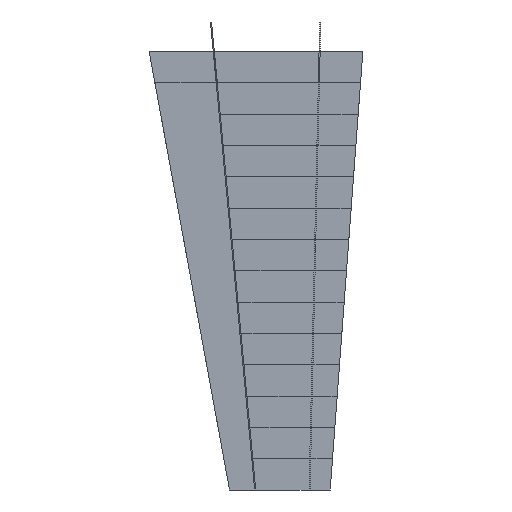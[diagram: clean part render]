
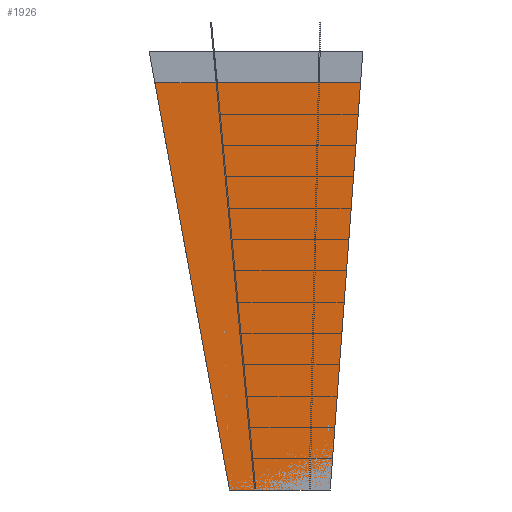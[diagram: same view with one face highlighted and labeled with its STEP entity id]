
A CAD part, front view. The second image highlights one B-rep face of the part: STEP entity #1926.
In plain terms, the highlighted planar face has unit normal (0, -1, -0.022).
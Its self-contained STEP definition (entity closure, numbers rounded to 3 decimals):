
#764=ORIENTED_EDGE('',*,*,#978,.F.);
#765=ORIENTED_EDGE('',*,*,#973,.T.);
#766=ORIENTED_EDGE('',*,*,#979,.T.);
#767=ORIENTED_EDGE('',*,*,#975,.F.);
#768=ORIENTED_EDGE('',*,*,#980,.F.);
#769=ORIENTED_EDGE('',*,*,#961,.F.);
#770=ORIENTED_EDGE('',*,*,#950,.F.);
#771=ORIENTED_EDGE('',*,*,#967,.F.);
#950=EDGE_CURVE('',#1144,#1145,#1390,.T.);
#961=EDGE_CURVE('',#1145,#1154,#1401,.T.);
#967=EDGE_CURVE('',#1158,#1144,#1407,.T.);
#973=EDGE_CURVE('',#1161,#1163,#1413,.T.);
#975=EDGE_CURVE('',#1164,#1166,#1415,.T.);
#978=EDGE_CURVE('',#1161,#1158,#1418,.T.);
#979=EDGE_CURVE('',#1163,#1166,#1419,.T.);
#980=EDGE_CURVE('',#1154,#1164,#1420,.T.);
#1144=VERTEX_POINT('',#3887);
#1145=VERTEX_POINT('',#3888);
#1154=VERTEX_POINT('',#3911);
#1158=VERTEX_POINT('',#3923);
#1161=VERTEX_POINT('',#3930);
#1163=VERTEX_POINT('',#3934);
#1164=VERTEX_POINT('',#3938);
#1166=VERTEX_POINT('',#3941);
#1390=LINE('',#3886,#1646);
#1401=LINE('',#3910,#1657);
#1407=LINE('',#3922,#1663);
#1413=LINE('',#3935,#1669);
#1415=LINE('',#3940,#1671);
#1418=LINE('',#3946,#1674);
#1419=LINE('',#3947,#1675);
#1420=LINE('',#3948,#1676);
#1646=VECTOR('',#3359,1000.);
#1657=VECTOR('',#3376,1000.);
#1663=VECTOR('',#3386,1000.);
#1669=VECTOR('',#3394,1000.);
#1671=VECTOR('',#3398,1000.);
#1674=VECTOR('',#3403,1000.);
#1675=VECTOR('',#3404,1000.);
#1676=VECTOR('',#3405,1000.);
#1749=EDGE_LOOP('',(#764,#765,#766,#767,#768,#769,#770,#771));
#1808=FACE_BOUND('',#1749,.T.);
#1867=PLANE('',#2957);
#1926=ADVANCED_FACE('',(#1808),#1867,.T.);
#2957=AXIS2_PLACEMENT_3D('',#3945,#3401,#3402);
#3359=DIRECTION('',(1.,0.,0.));
#3376=DIRECTION('',(1.,0.,0.));
#3386=DIRECTION('',(1.,0.,0.));
#3394=DIRECTION('',(0.18,0.021,-0.983));
#3398=DIRECTION('',(-0.074,0.021,-0.997));
#3401=DIRECTION('',(0.,-1.,-0.022));
#3402=DIRECTION('',(-1.,0.,0.));
#3403=DIRECTION('',(1.,0.,0.));
#3404=DIRECTION('',(1.,0.,0.));
#3405=DIRECTION('',(1.,0.,0.));
#3886=CARTESIAN_POINT('',(2752.,-153.536,-403.071));
#3887=CARTESIAN_POINT('',(877.679,-153.536,-403.071));
#3888=CARTESIAN_POINT('',(2178.347,-153.536,-403.071));
#3910=CARTESIAN_POINT('',(2752.,-153.536,-403.071));
#3911=CARTESIAN_POINT('',(2192.347,-153.536,-403.071));
#3922=CARTESIAN_POINT('',(2752.,-153.536,-403.071));
#3923=CARTESIAN_POINT('',(863.679,-153.536,-403.071));
#3930=CARTESIAN_POINT('',(73.89,-153.536,-403.071));
#3934=CARTESIAN_POINT('',(1034.463,-40.548,-5643.));
#3935=CARTESIAN_POINT('',(517.231,-101.388,-2821.5));
#3938=CARTESIAN_POINT('',(2721.962,-153.536,-403.071));
#3940=CARTESIAN_POINT('',(2541.731,-101.388,-2821.5));
#3941=CARTESIAN_POINT('',(2331.463,-40.548,-5643.));
#3945=CARTESIAN_POINT('',(2752.,-162.228,0.));
#3946=CARTESIAN_POINT('',(2752.,-153.536,-403.071));
#3947=CARTESIAN_POINT('',(1682.963,-40.548,-5643.));
#3948=CARTESIAN_POINT('',(2752.,-153.536,-403.071));
